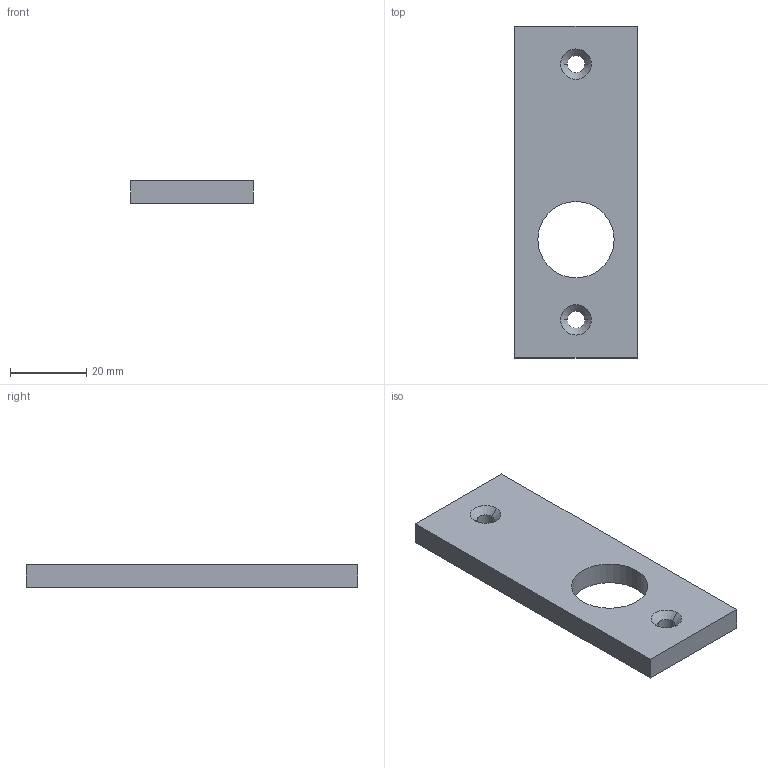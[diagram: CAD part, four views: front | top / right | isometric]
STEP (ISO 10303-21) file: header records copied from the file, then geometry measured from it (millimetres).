
FILE_DESCRIPTION (( 'STEP AP203' ), '1' );
FILE_NAME ('10660.STEP', '2019-07-31T10:48:26', ( '' ), ( '' ), 'SwSTEP 2.0', 'SolidWorks 2015', '' );
FILE_SCHEMA (( 'CONFIG_CONTROL_DESIGN' ));
Length unit declared in the file: millimetre
Products named in the file (1): 10660
Bounding box: 32 x 87 x 6 mm (x, y, z)
Volume: 14573.2 mm3; surface area: 6837.2 mm2
Topology: 1 solids, 1 shells, 186 faces, 488 edges, 324 vertices
Faces by surface type: plane 92, bspline 84, cylinder 6, cone 4
Entity records: 10449 total; most frequent: CARTESIAN_POINT 6331, ORIENTED_EDGE 976, DIRECTION 542, EDGE_CURVE 488, VERTEX_POINT 324, VECTOR 304, LINE 304, EDGE_LOOP 212
